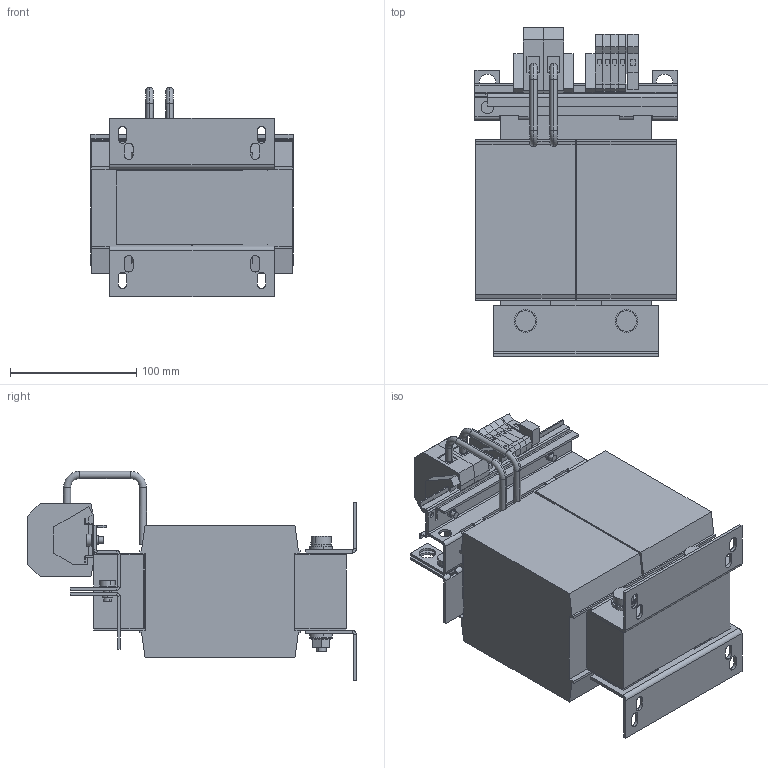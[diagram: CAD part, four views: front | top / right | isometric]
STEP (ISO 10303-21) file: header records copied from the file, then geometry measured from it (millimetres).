
FILE_DESCRIPTION (( 'STEP AP214' ), '1' );
FILE_NAME ('197251.STEP', '2023-03-28T11:04:22', ( '' ), ( '' ), 'SwSTEP 2.0', 'SolidWorks 2018', '' );
FILE_SCHEMA (( 'AUTOMOTIVE_DESIGN' ));
Length unit declared in the file: millimetre
Products named in the file (1): 197251
Bounding box: 160 x 260.3 x 165.68 mm (x, y, z)
Volume: 2845509.2 mm3; surface area: 258458.3 mm2
Topology: 1 solids, 1 shells, 813 faces, 2055 edges, 1281 vertices
Faces by surface type: plane 612, cylinder 185, torus 12, cone 4
Entity records: 24134 total; most frequent: CARTESIAN_POINT 4266, ORIENTED_EDGE 4110, DIRECTION 4058, EDGE_CURVE 2055, LINE 1640, VECTOR 1640, VERTEX_POINT 1281, AXIS2_PLACEMENT_3D 1209
